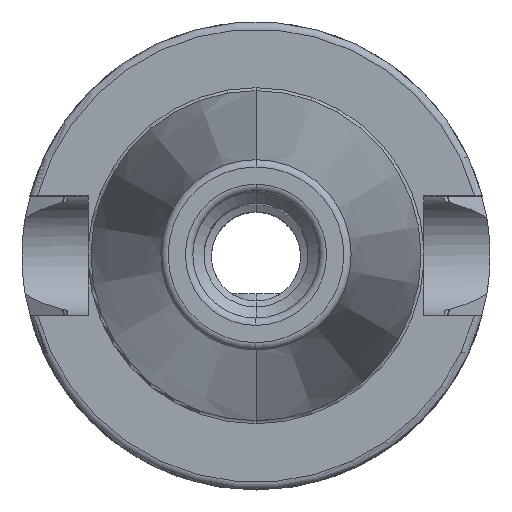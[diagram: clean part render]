
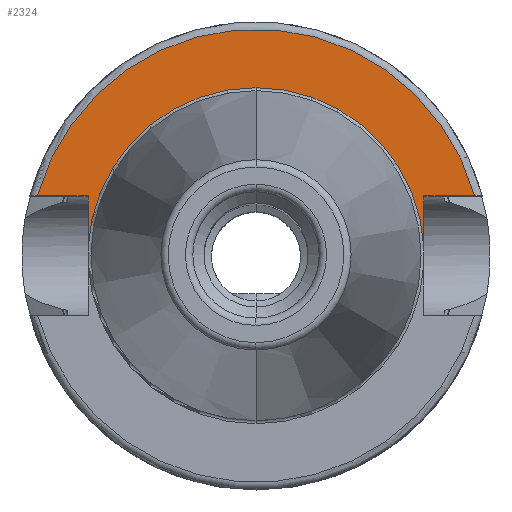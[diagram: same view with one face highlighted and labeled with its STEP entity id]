
A CAD part, top view. The second image highlights one B-rep face of the part: STEP entity #2324.
In plain terms, the highlighted planar face has unit normal (0, 0, 1).
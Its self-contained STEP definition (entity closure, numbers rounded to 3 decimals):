
#681=DIRECTION('',(0,1,0));
#682=VECTOR('',#681,6.987);
#683=CARTESIAN_POINT('',(-22.6,1.063,25));
#684=LINE('',#683,#682);
#685=DIRECTION('',(1,0,0));
#686=VECTOR('',#685,6.818);
#687=CARTESIAN_POINT('',(-29.418,8.05,25));
#688=LINE('',#687,#686);
#689=DIRECTION('',(-1,0,0));
#690=VECTOR('',#689,6.818);
#691=CARTESIAN_POINT('',(29.418,8.05,25));
#692=LINE('',#691,#690);
#693=DIRECTION('',(0,-1,0));
#694=VECTOR('',#693,6.987);
#695=CARTESIAN_POINT('',(22.6,8.05,25));
#696=LINE('',#695,#694);
#703=CARTESIAN_POINT('',(0,0,25));
#704=DIRECTION('',(0,0,1));
#705=DIRECTION('',(0,1,0));
#706=AXIS2_PLACEMENT_3D('',#703,#704,#705);
#734=CARTESIAN_POINT('',(0,0,25));
#735=DIRECTION('',(0,0,-1));
#736=DIRECTION('',(0,1,0));
#737=AXIS2_PLACEMENT_3D('',#734,#735,#736);
#786=CARTESIAN_POINT('',(0,0,25));
#787=DIRECTION('',(0,0,1));
#788=DIRECTION('',(0.965,0.264,0));
#789=AXIS2_PLACEMENT_3D('',#786,#787,#788);
#1415=CARTESIAN_POINT('',(-22.6,1.063,25));
#1416=CARTESIAN_POINT('',(-22.6,8.05,25));
#1417=VERTEX_POINT('',#1415);
#1418=VERTEX_POINT('',#1416);
#1419=CARTESIAN_POINT('',(-29.418,8.05,25));
#1420=VERTEX_POINT('',#1419);
#1421=CARTESIAN_POINT('',(22.6,8.05,25));
#1422=CARTESIAN_POINT('',(22.6,1.063,25));
#1423=VERTEX_POINT('',#1421);
#1424=VERTEX_POINT('',#1422);
#1431=CARTESIAN_POINT('',(29.418,8.05,25));
#1432=VERTEX_POINT('',#1431);
#1479=CARTESIAN_POINT('',(0,22.625,25));
#1481=VERTEX_POINT('',#1479);
#2305=CARTESIAN_POINT('',(0,0,25));
#2306=DIRECTION('',(0,0,-1));
#2307=DIRECTION('',(0,-1,0));
#2308=AXIS2_PLACEMENT_3D('',#2305,#2306,#2307);
#2309=PLANE('',#2308);
#2310=ORIENTED_EDGE('',*,*,#2062,.T.);
#2311=ORIENTED_EDGE('',*,*,#2091,.F.);
#2313=ORIENTED_EDGE('',*,*,#2312,.F.);
#2315=ORIENTED_EDGE('',*,*,#2314,.T.);
#2317=ORIENTED_EDGE('',*,*,#2316,.T.);
#2319=ORIENTED_EDGE('',*,*,#2318,.F.);
#2321=ORIENTED_EDGE('',*,*,#2320,.T.);
#2322=EDGE_LOOP('',(#2310,#2311,#2313,#2315,#2317,#2319,#2321));
#2323=FACE_OUTER_BOUND('',#2322,.F.);
#2324=ADVANCED_FACE('',(#2323),#2309,.F.);
#707=CIRCLE('',#706,22.625);
#738=CIRCLE('',#737,22.625);
#790=CIRCLE('',#789,30.5);
#2062=EDGE_CURVE('',#1417,#1418,#684,.T.);
#2091=EDGE_CURVE('',#1420,#1418,#688,.T.);
#2312=EDGE_CURVE('',#1432,#1420,#790,.T.);
#2314=EDGE_CURVE('',#1432,#1423,#692,.T.);
#2316=EDGE_CURVE('',#1423,#1424,#696,.T.);
#2318=EDGE_CURVE('',#1481,#1424,#738,.T.);
#2320=EDGE_CURVE('',#1481,#1417,#707,.T.);
